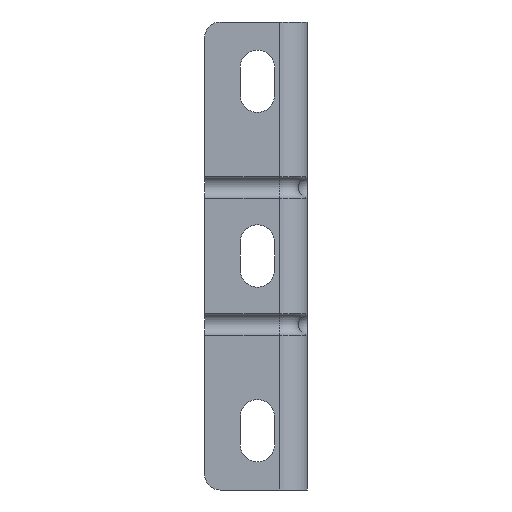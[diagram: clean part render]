
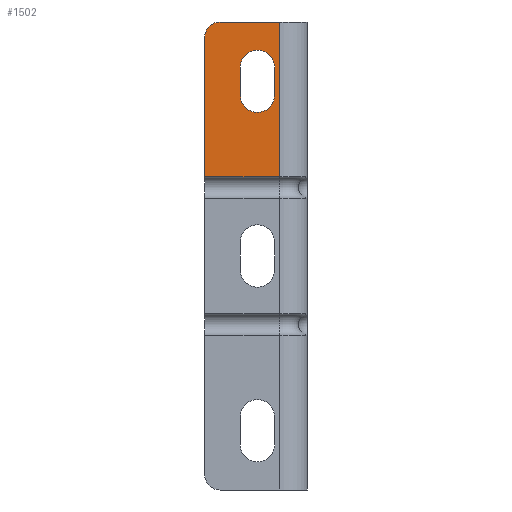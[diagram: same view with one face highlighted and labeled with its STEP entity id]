
A CAD part, front view. The second image highlights one B-rep face of the part: STEP entity #1502.
In plain terms, the highlighted planar face has unit normal (0, -1, 0).
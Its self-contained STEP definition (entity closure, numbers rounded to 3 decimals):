
#237=DIRECTION('',(-1.,0.,0.));
#238=VECTOR('',#237,24.075);
#239=CARTESIAN_POINT('',(-9.,-52.,25.464));
#240=LINE('',#239,#238);
#241=DIRECTION('',(0.,0.,-1.));
#242=VECTOR('',#241,44.679);
#243=CARTESIAN_POINT('',(-33.075,-52.,70.143));
#244=LINE('',#243,#242);
#245=CARTESIAN_POINT('',(-28.075,-52.,70.143));
#246=DIRECTION('',(0.,-1.,0.));
#247=DIRECTION('',(0.,0.,1.));
#248=AXIS2_PLACEMENT_3D('',#245,#246,#247);
#250=DIRECTION('',(-1.,0.,0.));
#251=VECTOR('',#250,19.075);
#252=CARTESIAN_POINT('',(-9.,-52.,75.143));
#253=LINE('',#252,#251);
#254=DIRECTION('',(0.,0.,-1.));
#255=VECTOR('',#254,9.);
#256=CARTESIAN_POINT('',(-10.575,-52.,60.643));
#257=LINE('',#256,#255);
#258=CARTESIAN_POINT('',(-16.075,-52.,60.643));
#259=DIRECTION('',(0.,1.,0.));
#260=DIRECTION('',(-1.,0.,0.));
#261=AXIS2_PLACEMENT_3D('',#258,#259,#260);
#263=DIRECTION('',(0.,0.,1.));
#264=VECTOR('',#263,9.);
#265=CARTESIAN_POINT('',(-21.575,-52.,51.643));
#266=LINE('',#265,#264);
#267=CARTESIAN_POINT('',(-16.075,-52.,51.643));
#268=DIRECTION('',(0.,1.,0.));
#269=DIRECTION('',(1.,0.,0.));
#270=AXIS2_PLACEMENT_3D('',#267,#268,#269);
#347=DIRECTION('',(0.,0.,-1.));
#348=VECTOR('',#347,49.679);
#349=CARTESIAN_POINT('',(-9.,-52.,75.143));
#350=LINE('',#349,#348);
#1053=CARTESIAN_POINT('',(-28.075,-52.,75.143));
#1054=CARTESIAN_POINT('',(-33.075,-52.,70.143));
#1055=VERTEX_POINT('',#1053);
#1056=VERTEX_POINT('',#1054);
#1061=CARTESIAN_POINT('',(-10.575,-52.,60.643));
#1062=CARTESIAN_POINT('',(-10.575,-52.,51.643));
#1063=VERTEX_POINT('',#1061);
#1064=VERTEX_POINT('',#1062);
#1065=CARTESIAN_POINT('',(-21.575,-52.,51.643));
#1066=VERTEX_POINT('',#1065);
#1067=CARTESIAN_POINT('',(-21.575,-52.,60.643));
#1068=VERTEX_POINT('',#1067);
#1273=CARTESIAN_POINT('',(-9.,-52.,25.464));
#1275=VERTEX_POINT('',#1273);
#1282=CARTESIAN_POINT('',(-9.,-52.,75.143));
#1284=VERTEX_POINT('',#1282);
#1313=CARTESIAN_POINT('',(-33.075,-52.,25.464));
#1315=VERTEX_POINT('',#1313);
#1476=CARTESIAN_POINT('',(44.925,-52.,0.));
#1477=DIRECTION('',(0.,-1.,0.));
#1478=DIRECTION('',(0.,0.,-1.));
#1479=AXIS2_PLACEMENT_3D('',#1476,#1477,#1478);
#1480=PLANE('',#1479);
#1482=ORIENTED_EDGE('',*,*,#1481,.T.);
#1484=ORIENTED_EDGE('',*,*,#1483,.F.);
#1486=ORIENTED_EDGE('',*,*,#1485,.F.);
#1487=ORIENTED_EDGE('',*,*,#1467,.F.);
#1489=ORIENTED_EDGE('',*,*,#1488,.T.);
#1490=EDGE_LOOP('',(#1482,#1484,#1486,#1487,#1489));
#1491=FACE_OUTER_BOUND('',#1490,.F.);
#1493=ORIENTED_EDGE('',*,*,#1492,.F.);
#1495=ORIENTED_EDGE('',*,*,#1494,.F.);
#1497=ORIENTED_EDGE('',*,*,#1496,.F.);
#1499=ORIENTED_EDGE('',*,*,#1498,.F.);
#1500=EDGE_LOOP('',(#1493,#1495,#1497,#1499));
#1501=FACE_BOUND('',#1500,.F.);
#1502=ADVANCED_FACE('',(#1491,#1501),#1480,.T.);
#249=CIRCLE('',#248,5.);
#262=CIRCLE('',#261,5.5);
#271=CIRCLE('',#270,5.5);
#1467=EDGE_CURVE('',#1284,#1055,#253,.T.);
#1481=EDGE_CURVE('',#1275,#1315,#240,.T.);
#1483=EDGE_CURVE('',#1056,#1315,#244,.T.);
#1485=EDGE_CURVE('',#1055,#1056,#249,.T.);
#1488=EDGE_CURVE('',#1284,#1275,#350,.T.);
#1492=EDGE_CURVE('',#1063,#1064,#257,.T.);
#1494=EDGE_CURVE('',#1068,#1063,#262,.T.);
#1496=EDGE_CURVE('',#1066,#1068,#266,.T.);
#1498=EDGE_CURVE('',#1064,#1066,#271,.T.);
